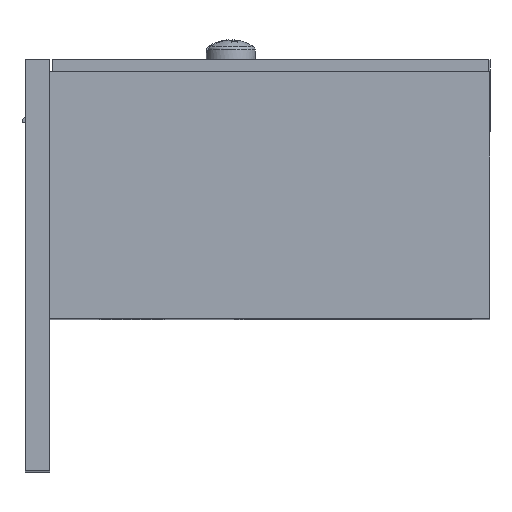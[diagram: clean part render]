
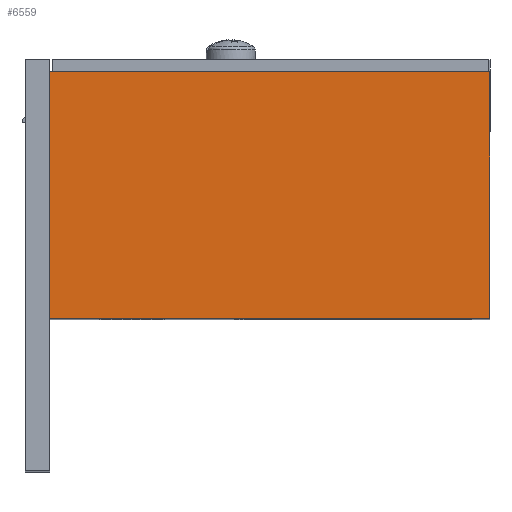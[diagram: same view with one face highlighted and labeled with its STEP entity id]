
A CAD part, top view. The second image highlights one B-rep face of the part: STEP entity #6559.
In plain terms, the highlighted planar face has unit normal (0, 0, 1).
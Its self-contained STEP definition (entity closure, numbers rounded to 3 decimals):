
#62 = CARTESIAN_POINT ( 'NONE',  ( -26.75, 0., 45. ) ) ;
#1113 = VERTEX_POINT ( 'NONE', #23756 ) ;
#1679 = LINE ( 'NONE', #27097, #21628 ) ;
#1911 = CARTESIAN_POINT ( 'NONE',  ( 0., 30., 45. ) ) ;
#2232 = EDGE_CURVE ( 'NONE', #8069, #1113, #17038, .T. ) ;
#2914 = LINE ( 'NONE', #11387, #11972 ) ;
#3779 = CARTESIAN_POINT ( 'NONE',  ( 26.75, 0., 45. ) ) ;
#3892 = AXIS2_PLACEMENT_3D ( 'NONE', #8109, #5889, #10205 ) ;
#5005 = DIRECTION ( 'NONE',  ( 0., 1., 0. ) ) ;
#5027 = VECTOR ( 'NONE', #16023, 1000. ) ;
#5889 = DIRECTION ( 'NONE',  ( 0., 0., -1. ) ) ;
#5983 = ORIENTED_EDGE ( 'NONE', *, *, #2232, .T. ) ;
#6098 = ORIENTED_EDGE ( 'NONE', *, *, #6785, .T. ) ;
#6559 = ADVANCED_FACE ( 'NONE', ( #16420 ), #24887, .F. ) ;
#6650 = ORIENTED_EDGE ( 'NONE', *, *, #8748, .F. ) ;
#6785 = EDGE_CURVE ( 'NONE', #11522, #8069, #1679, .T. ) ;
#8069 = VERTEX_POINT ( 'NONE', #15179 ) ;
#8109 = CARTESIAN_POINT ( 'NONE',  ( -26.75, 30., 45. ) ) ;
#8748 = EDGE_CURVE ( 'NONE', #11522, #16768, #12293, .T. ) ;
#9669 = ORIENTED_EDGE ( 'NONE', *, *, #26762, .F. ) ;
#10205 = DIRECTION ( 'NONE',  ( -1., 0., 0. ) ) ;
#11387 = CARTESIAN_POINT ( 'NONE',  ( -26.75, 30., 45. ) ) ;
#11522 = VERTEX_POINT ( 'NONE', #3779 ) ;
#11972 = VECTOR ( 'NONE', #5005, 1000. ) ;
#12293 = LINE ( 'NONE', #13964, #5027 ) ;
#13964 = CARTESIAN_POINT ( 'NONE',  ( 0., 0., 45. ) ) ;
#15103 = VECTOR ( 'NONE', #25500, 1000. ) ;
#15179 = CARTESIAN_POINT ( 'NONE',  ( 26.75, 30., 45. ) ) ;
#16023 = DIRECTION ( 'NONE',  ( -1., 0., 0. ) ) ;
#16420 = FACE_OUTER_BOUND ( 'NONE', #20243, .T. ) ;
#16768 = VERTEX_POINT ( 'NONE', #62 ) ;
#17038 = LINE ( 'NONE', #1911, #15103 ) ;
#20155 = DIRECTION ( 'NONE',  ( 0., 1., 0. ) ) ;
#20243 = EDGE_LOOP ( 'NONE', ( #6098, #5983, #9669, #6650 ) ) ;
#21628 = VECTOR ( 'NONE', #20155, 1000. ) ;
#23756 = CARTESIAN_POINT ( 'NONE',  ( -26.75, 30., 45. ) ) ;
#24887 = PLANE ( 'NONE',  #3892 ) ;
#25500 = DIRECTION ( 'NONE',  ( -1., 0., 0. ) ) ;
#26762 = EDGE_CURVE ( 'NONE', #16768, #1113, #2914, .T. ) ;
#27097 = CARTESIAN_POINT ( 'NONE',  ( 26.75, 30., 45. ) ) ;
